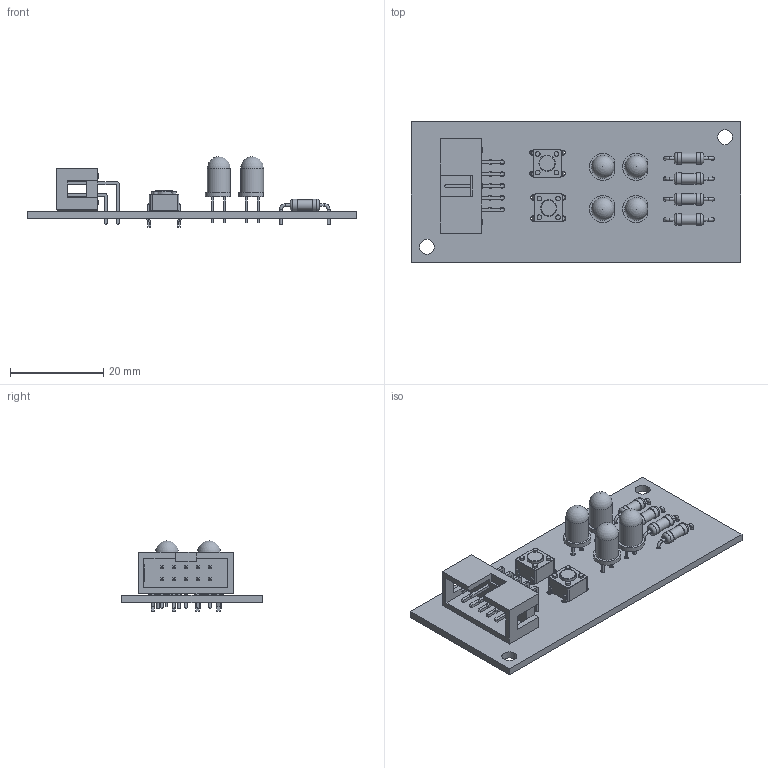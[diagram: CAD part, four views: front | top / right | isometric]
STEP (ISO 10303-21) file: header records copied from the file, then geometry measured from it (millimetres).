
FILE_DESCRIPTION(('KiCad electronic assembly'),'2;1');
FILE_NAME('PCB de botones V1.step','2024-08-04T22:09:45',('Pcbnew'),( 'Kicad'),'Open CASCADE STEP processor 7.7','KiCad to STEP converter' ,'Unknown');
FILE_SCHEMA(('AUTOMOTIVE_DESIGN { 1 0 10303 214 1 1 1 1 }'));
Length unit declared in the file: millimetre
Products named in the file (10): PCB de botones V1 1; LED_D5.0mm; R_Axial_DIN0207_L6.3mm_D2.5mm_P10.16mm_Horizontal; R_Axial_DIN0207_L63mm_D25mm_P1016mm_Horizontal; SW_PUSH_6mm; IDC-Header_2x05_P2.54mm_Horizontal; IDC_Header_2x05_P254mm_Horizontal; PCB de botones V1_PCB
Assembly tree (16 placements, depth 3):
  PCB de botones V1 1
    LED_D5.0mm  x4
      LED_D5.0mm
    R_Axial_DIN0207_L6.3mm_D2.5mm_P10.16mm_Horizontal  x4
      R_Axial_DIN0207_L63mm_D25mm_P1016mm_Horizontal
    SW_PUSH_6mm  x2
      SW_PUSH_6mm
    IDC-Header_2x05_P2.54mm_Horizontal
      IDC_Header_2x05_P254mm_Horizontal
    PCB de botones V1_PCB
Bounding box: 70.54 x 30.1 x 15.1 mm (x, y, z)
Volume: 5183 mm3; surface area: 7678.6 mm2
Topology: 12 solids, 12 shells, 636 faces, 1532 edges, 976 vertices
Faces by surface type: plane 441, cylinder 173, torus 18, sphere 4
Full cylindrical faces by diameter (mm): 0.6 x16, 0.8 x8, 0.9 x8, 1 x24, 1.1 x8, 2.25 x4, 2.5 x8, 3.2 x2, 3.5 x2, 4.9 x4
Entity records: 15726 total; most frequent: CARTESIAN_POINT 2197, DIRECTION 2187, ORIENTED_EDGE 2136, EDGE_CURVE 1068, LINE 847, VECTOR 847, VERTEX_POINT 680, AXIS2_PLACEMENT_3D 670
